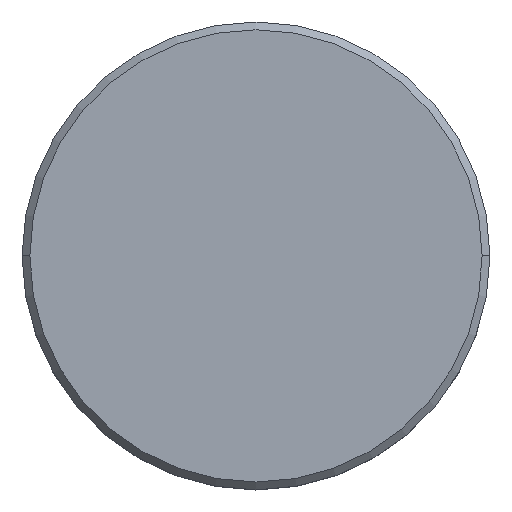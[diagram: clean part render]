
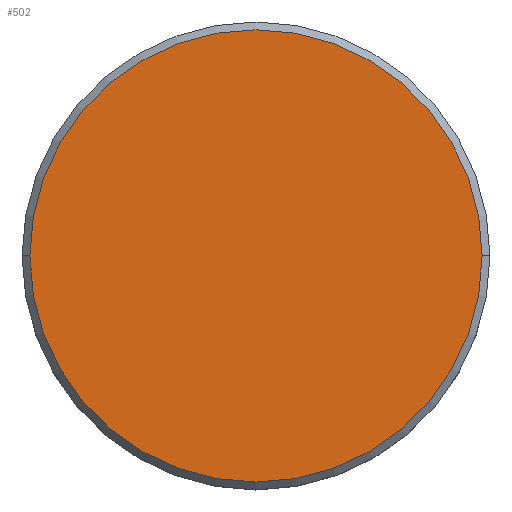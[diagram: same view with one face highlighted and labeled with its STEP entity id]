
A CAD part, top view. The second image highlights one B-rep face of the part: STEP entity #502.
In plain terms, the highlighted planar face has unit normal (0, 0, 1).
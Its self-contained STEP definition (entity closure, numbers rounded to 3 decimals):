
#35 = DIRECTION ( 'NONE',  ( 0., 0., 1. ) ) ;
#45 = VERTEX_POINT ( 'NONE', #540 ) ;
#101 = AXIS2_PLACEMENT_3D ( 'NONE', #174, #35, #360 ) ;
#132 = DIRECTION ( 'NONE',  ( 0., 0., 1. ) ) ;
#154 = CARTESIAN_POINT ( 'NONE',  ( 0., 0., 0. ) ) ;
#157 = CIRCLE ( 'NONE', #543, 14.5 ) ;
#174 = CARTESIAN_POINT ( 'NONE',  ( 0., 0., 0. ) ) ;
#199 = EDGE_LOOP ( 'NONE', ( #293, #321 ) ) ;
#207 = CARTESIAN_POINT ( 'NONE',  ( 14.5, 0., 0. ) ) ;
#208 = EDGE_CURVE ( 'NONE', #45, #476, #157, .T. ) ;
#243 = DIRECTION ( 'NONE',  ( 1., 0., 0. ) ) ;
#248 = PLANE ( 'NONE',  #294 ) ;
#270 = CIRCLE ( 'NONE', #101, 14.5 ) ;
#276 = DIRECTION ( 'NONE',  ( 0., 0., 1. ) ) ;
#293 = ORIENTED_EDGE ( 'NONE', *, *, #208, .T. ) ;
#294 = AXIS2_PLACEMENT_3D ( 'NONE', #154, #276, #454 ) ;
#321 = ORIENTED_EDGE ( 'NONE', *, *, #512, .T. ) ;
#360 = DIRECTION ( 'NONE',  ( 1., 0., 0. ) ) ;
#454 = DIRECTION ( 'NONE',  ( 1., 0., 0. ) ) ;
#476 = VERTEX_POINT ( 'NONE', #207 ) ;
#484 = FACE_OUTER_BOUND ( 'NONE', #199, .T. ) ;
#502 = ADVANCED_FACE ( 'NONE', ( #484 ), #248, .T. ) ;
#512 = EDGE_CURVE ( 'NONE', #476, #45, #270, .T. ) ;
#540 = CARTESIAN_POINT ( 'NONE',  ( -14.5, 0., 0. ) ) ;
#543 = AXIS2_PLACEMENT_3D ( 'NONE', #581, #132, #243 ) ;
#581 = CARTESIAN_POINT ( 'NONE',  ( 0., 0., 0. ) ) ;
